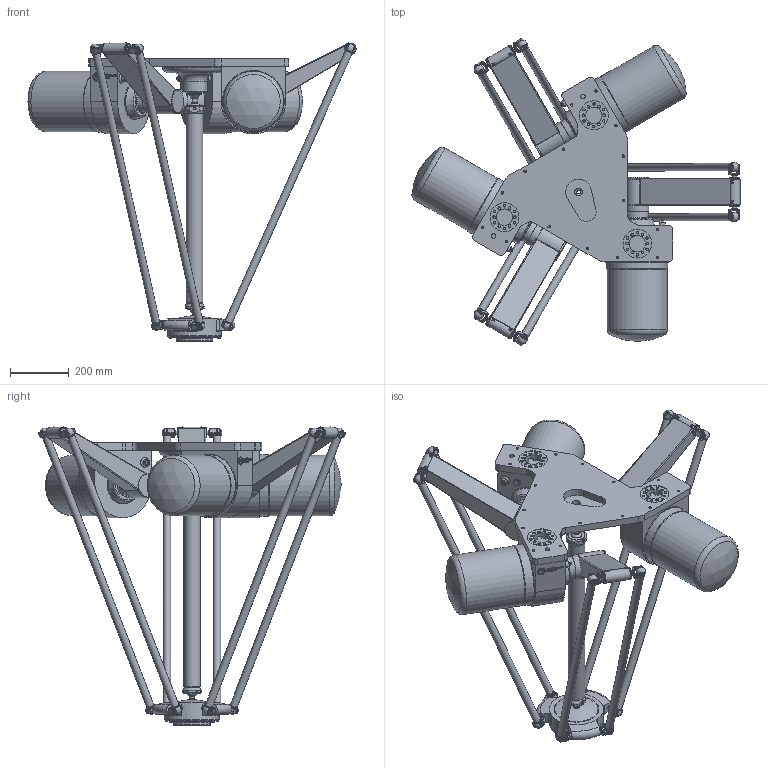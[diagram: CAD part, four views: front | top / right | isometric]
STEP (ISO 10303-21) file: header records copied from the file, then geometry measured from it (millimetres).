
FILE_DESCRIPTION(/* description */ (''),/* implementation_level */ '2;1');
FILE_NAME(/* name */ '3D-model_A_00025.stp',/* time_stamp */ '2022-04-06T17:05:50+02:00',/* author */ ('julien.schuhler'),/* organization */ ('Majatronic'),/* preprocessor_version */ 'ST-DEVELOPER v16.5',/* originating_system */ 'Autodesk Inventor 2017',/* authorisation */ '');
FILE_SCHEMA (('AUTOMOTIVE_DESIGN { 1 0 10303 214 3 1 1 }'));
Length unit declared in the file: millimetre
Products named in the file (10): MT_BGR00021312MT_BGR; MT_BGR00021313MT_BGR; MT_WST00067238MT_WST; MT_WST00056859MT_WST; MT_WST00067242MT_WST; MT_WST00060600MT_WST; MT_WST00060602MT_WST; MT_WST00067240MT_WST; MT_WST00067241MT_WST; MT_BGR00101145 Dummy Oberarm
Assembly tree (23 placements, depth 3):
  MT_BGR00021312MT_BGR
    MT_BGR00021313MT_BGR
      MT_WST00067238MT_WST
      MT_WST00056859MT_WST  x3
    MT_WST00060600MT_WST  x6
    MT_WST00060602MT_WST  x6
    MT_WST00067242MT_WST
    MT_WST00067240MT_WST
    MT_WST00067241MT_WST
    MT_BGR00101145 Dummy Oberarm  x3
Bounding box: 1115.88 x 1041.64 x 1013.63 mm (x, y, z)
Volume: 60225591 mm3; surface area: 3455221.2 mm2
Topology: 22 solids, 22 shells, 2392 faces, 5962 edges, 3829 vertices
Faces by surface type: plane 994, cylinder 621, bspline 319, torus 310, cone 122, sphere 26
Full cylindrical faces by diameter (mm): 4 x4, 6.647 x6, 7 x6, 8 x1, 8.376 x33, 9 x18, 10 x7, 11 x27, 12 x6, 13 x1, 13.235 x1, 16 x20, 17 x2, 20 x6, 24 x3, 25.4 x6, 26 x1, 34 x6, 44.8 x1, 46 x1, 50 x2, 51.3 x1, 56 x3, 57 x2, 63 x1, 75 x6, 79 x6, 85 x1, 98 x3, 125 x4
Entity records: 33275 total; most frequent: CARTESIAN_POINT 10313, DIRECTION 4665, ORIENTED_EDGE 4318, EDGE_CURVE 2159, AXIS2_PLACEMENT_3D 1868, VERTEX_POINT 1523, EDGE_LOOP 1412, FACE_OUTER_BOUND 982
